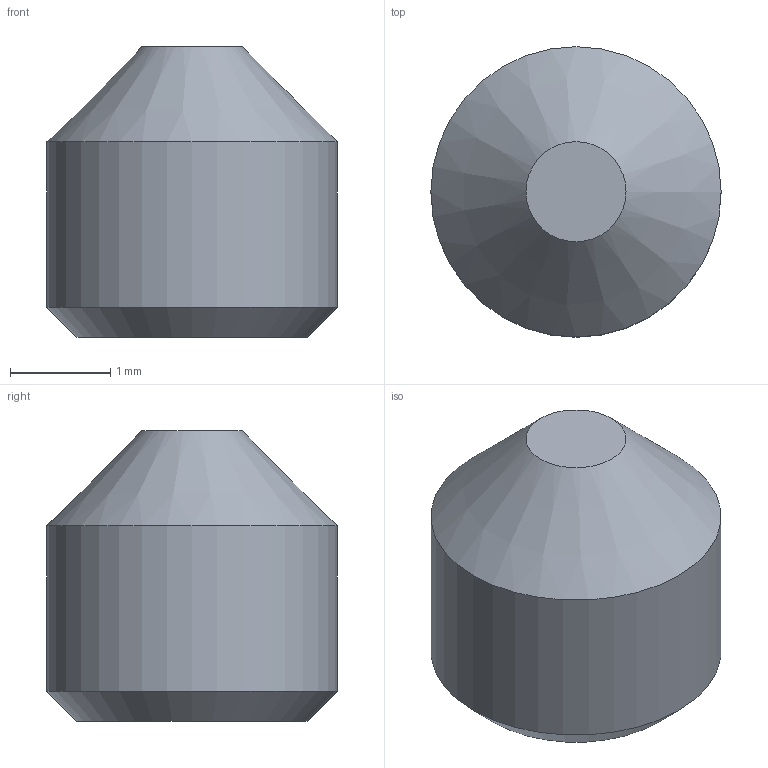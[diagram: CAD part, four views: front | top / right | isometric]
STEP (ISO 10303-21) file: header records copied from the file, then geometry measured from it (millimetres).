
FILE_DESCRIPTION(/* description */ (''),/* implementation_level */ '2;1');
FILE_NAME(/* name */ '',/* time_stamp */ '2025-09-21T00:12:18+09:00',/* author */ (''),/* organization */ (''),/* preprocessor_version */ 'ST-DEVELOPER v20.1',/* originating_system */ 'Autodesk Translation Framework v14.17.0.0',/* authorisation */ '');
FILE_SCHEMA (('AUTOMOTIVE_DESIGN { 1 0 10303 214 3 1 1 }'));
Length unit declared in the file: millimetre
Products named in the file (4): All_L; エンコーダー(EC12)のみ_ハウジング_
v0.02; JOY; モジュール_アナログスティック＆エンコーダー(
EVQ-VVD00203B)_ピン_v0.01
Assembly tree (3 placements, depth 3):
  All_L
    エンコーダー(EC12)のみ_ハウジング_
v0.02
    JOY
      モジュール_アナログスティック＆エンコーダー(
EVQ-VVD00203B)_ピン_v0.01
Bounding box: 2.9 x 2.9 x 2.9 mm (x, y, z)
Volume: 15.6 mm3; surface area: 31.7 mm2
Topology: 1 solids, 1 shells, 5 faces, 7 edges, 4 vertices
Faces by surface type: cone 2, plane 2, cylinder 1
Full cylindrical faces by diameter (mm): 2.9 x1
Entity records: 227 total; most frequent: DIRECTION 35, CARTESIAN_POINT 23, AXIS2_PLACEMENT_3D 16, ORIENTED_EDGE 14, EDGE_CURVE 7, PRODUCT_DEFINITION_SHAPE 7, FACE_OUTER_BOUND 5, EDGE_LOOP 5
